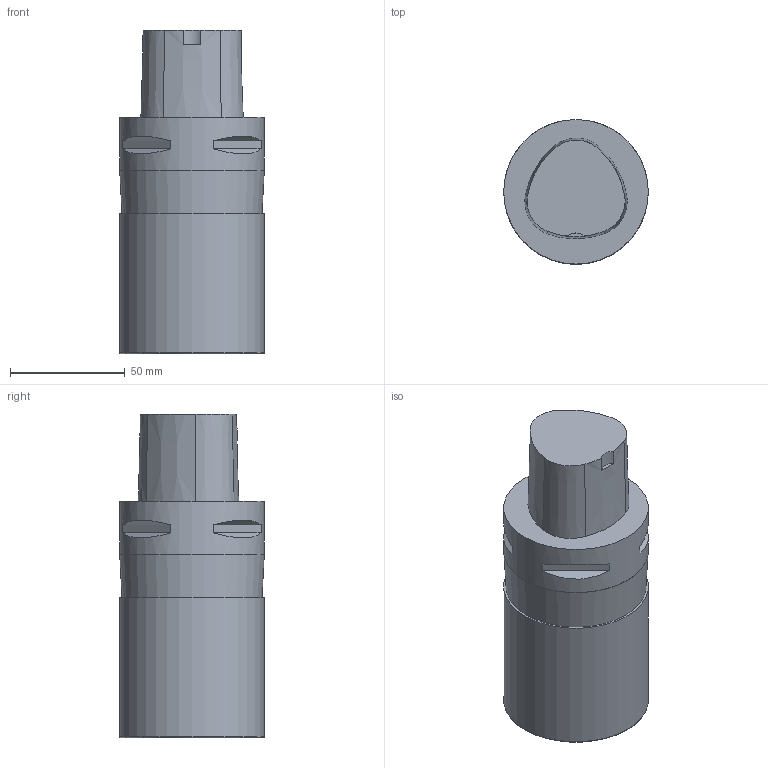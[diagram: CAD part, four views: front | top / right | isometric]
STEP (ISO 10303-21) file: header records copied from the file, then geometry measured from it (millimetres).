
FILE_DESCRIPTION(/* description */ ('3-D model version:1'),/* implementation_level */ '2;1');
FILE_NAME(/* name */ '690-063C6-1461H',/* time_stamp */ '2011-11-09T13:09:14+01:00',/* author */ ('CappDp'),/* organization */ ('AB Sandvik Coromant'),/* preprocessor_version */ 'ST-DEVELOPER v11',/* originating_system */ 'SIEMENS UGS NX 6.0',/* authorisation */ '');
FILE_SCHEMA (('AP203_CONFIGURATION_CONTROLLED_3D_DESIGN_OF_MECHANICAL_PARTS_AND_ASSEMBLIES_MIM_LF'));
Length unit declared in the file: millimetre
Products named in the file (1): 4692_1_3D
Bounding box: 63 x 63 x 141 mm (x, y, z)
Volume: 486404.9 mm3; surface area: 54114.9 mm2
Topology: 2 solids, 2 shells, 47 faces, 105 edges, 67 vertices
Faces by surface type: cone 18, plane 18, torus 5, cylinder 5, revolution 1
Full cylindrical faces by diameter (mm): 35 x1, 60.983 x1, 63 x2
Entity records: 1228 total; most frequent: DIRECTION 215, CARTESIAN_POINT 188, ORIENTED_EDGE 146, AXIS2_PLACEMENT_3D 96, EDGE_LOOP 76, EDGE_CURVE 73, VERTEX_POINT 57, FACE_BOUND 54
